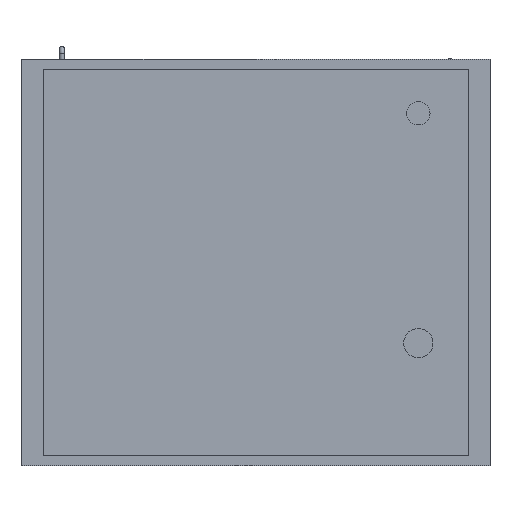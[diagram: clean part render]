
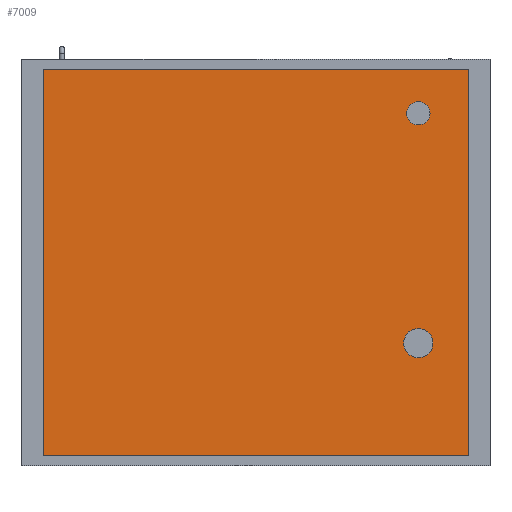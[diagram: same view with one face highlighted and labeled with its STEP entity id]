
A CAD part, front view. The second image highlights one B-rep face of the part: STEP entity #7009.
In plain terms, the highlighted planar face has unit normal (0, -1, 0).
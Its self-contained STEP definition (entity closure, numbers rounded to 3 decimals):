
#58=FACE_BOUND('',#727,.T.);
#59=FACE_BOUND('',#728,.T.);
#76=CIRCLE('',#7481,20.);
#78=CIRCLE('',#7485,25.);
#303=FACE_OUTER_BOUND('',#726,.T.);
#726=EDGE_LOOP('',(#4685,#4686,#4687,#4688));
#727=EDGE_LOOP('',(#4689));
#728=EDGE_LOOP('',(#4690));
#1173=LINE('',#10054,#2065);
#1176=LINE('',#10060,#2068);
#1179=LINE('',#10066,#2071);
#1182=LINE('',#10070,#2074);
#2065=VECTOR('',#8081,10.);
#2068=VECTOR('',#8086,10.);
#2071=VECTOR('',#8091,10.);
#2074=VECTOR('',#8096,10.);
#2938=VERTEX_POINT('',#10011);
#2940=VERTEX_POINT('',#10018);
#2951=VERTEX_POINT('',#10051);
#2952=VERTEX_POINT('',#10053);
#2954=VERTEX_POINT('',#10059);
#2956=VERTEX_POINT('',#10065);
#3613=EDGE_CURVE('',#2938,#2938,#76,.T.);
#3616=EDGE_CURVE('',#2940,#2940,#78,.T.);
#3631=EDGE_CURVE('',#2952,#2951,#1173,.T.);
#3634=EDGE_CURVE('',#2954,#2952,#1176,.T.);
#3637=EDGE_CURVE('',#2956,#2954,#1179,.T.);
#3640=EDGE_CURVE('',#2951,#2956,#1182,.T.);
#4685=ORIENTED_EDGE('',*,*,#3640,.T.);
#4686=ORIENTED_EDGE('',*,*,#3637,.T.);
#4687=ORIENTED_EDGE('',*,*,#3634,.T.);
#4688=ORIENTED_EDGE('',*,*,#3631,.T.);
#4689=ORIENTED_EDGE('',*,*,#3613,.T.);
#4690=ORIENTED_EDGE('',*,*,#3616,.T.);
#6641=PLANE('',#7497);
#7009=ADVANCED_FACE('',(#303,#58,#59),#6641,.T.);
#7481=AXIS2_PLACEMENT_3D('',#10013,#8042,#8043);
#7485=AXIS2_PLACEMENT_3D('',#10020,#8051,#8052);
#7497=AXIS2_PLACEMENT_3D('',#10072,#8099,#8100);
#8042=DIRECTION('center_axis',(0.,1.,0.));
#8043=DIRECTION('ref_axis',(1.,0.,0.));
#8051=DIRECTION('center_axis',(0.,1.,0.));
#8052=DIRECTION('ref_axis',(1.,0.,0.));
#8081=DIRECTION('',(-1.,0.,0.));
#8086=DIRECTION('',(0.,0.,1.));
#8091=DIRECTION('',(1.,0.,0.));
#8096=DIRECTION('',(0.,0.,-1.));
#8099=DIRECTION('center_axis',(0.,-1.,0.));
#8100=DIRECTION('ref_axis',(0.,0.,-1.));
#10011=CARTESIAN_POINT('',(257.5,-370.,255.));
#10013=CARTESIAN_POINT('Origin',(277.5,-370.,255.));
#10018=CARTESIAN_POINT('',(252.5,-370.,-138.));
#10020=CARTESIAN_POINT('Origin',(277.5,-370.,-138.));
#10051=CARTESIAN_POINT('',(-362.5,-370.,330.));
#10053=CARTESIAN_POINT('',(362.5,-370.,330.));
#10054=CARTESIAN_POINT('',(-362.5,-370.,330.));
#10059=CARTESIAN_POINT('',(362.5,-370.,-330.));
#10060=CARTESIAN_POINT('',(362.5,-370.,330.));
#10065=CARTESIAN_POINT('',(-362.5,-370.,-330.));
#10066=CARTESIAN_POINT('',(362.5,-370.,-330.));
#10070=CARTESIAN_POINT('',(-362.5,-370.,-330.));
#10072=CARTESIAN_POINT('Origin',(0.,-370.,0.));
